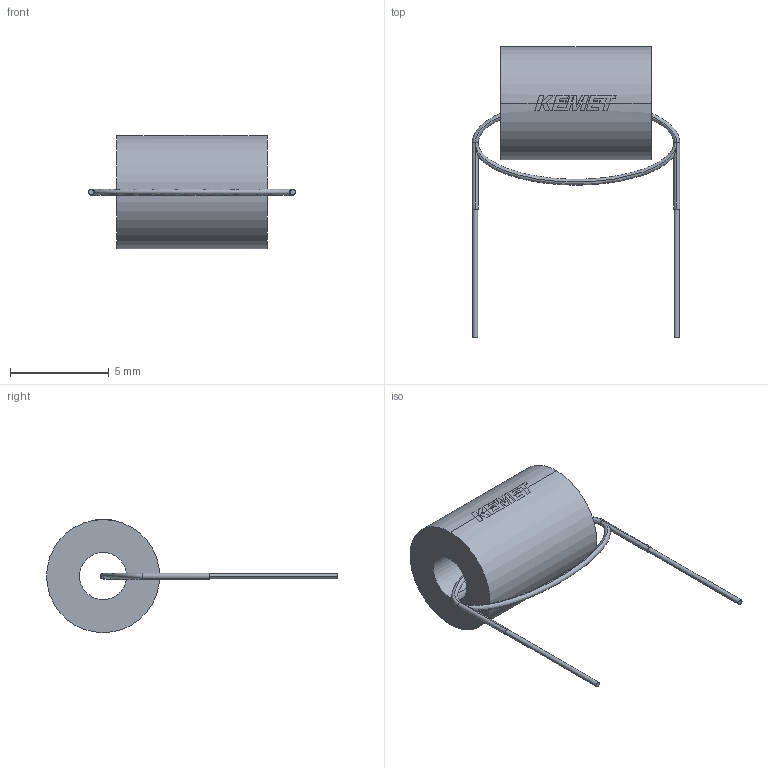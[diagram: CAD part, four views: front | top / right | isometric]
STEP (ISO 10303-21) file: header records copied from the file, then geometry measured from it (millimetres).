
FILE_DESCRIPTION (( 'STEP AP214' ), '1' );
FILE_NAME ('xIL_B13457_L9W10.5LL6.5G1.5.STEP', '2018-03-26T14:53:44', ( '' ), ( '' ), 'SwSTEP 2.0', 'SolidWorks 2014', '' );
FILE_SCHEMA (( 'AUTOMOTIVE_DESIGN' ));
Length unit declared in the file: millimetre
Products named in the file (1): xIL_B13457_L9W10.5LL6.5G1.5
Bounding box: 10.5 x 14.73 x 5.74 mm (x, y, z)
Volume: 165.3 mm3; surface area: 275.5 mm2
Topology: 3 solids, 3 shells, 94 faces, 256 edges, 167 vertices
Faces by surface type: bspline 35, cylinder 30, plane 29
Entity records: 5111 total; most frequent: CARTESIAN_POINT 2768, ORIENTED_EDGE 512, EDGE_CURVE 256, DIRECTION 238, VERTEX_POINT 167, B_SPLINE_CURVE_WITH_KNOTS 155, EDGE_LOOP 97, FACE_OUTER_BOUND 94
